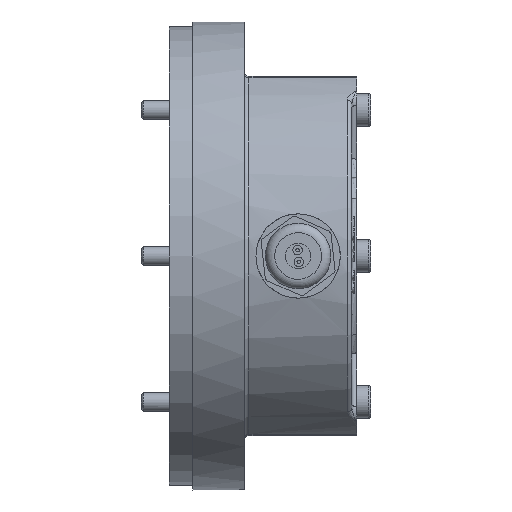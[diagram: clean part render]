
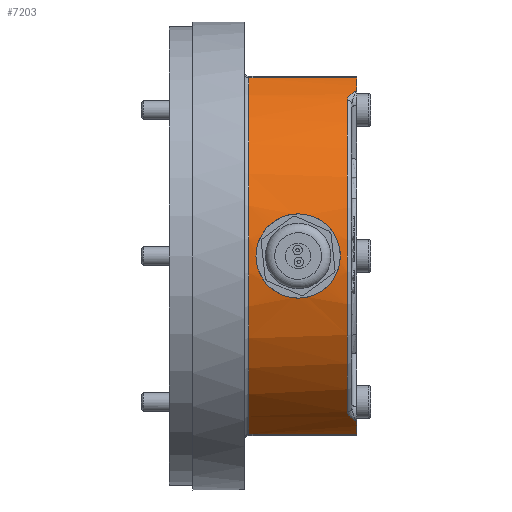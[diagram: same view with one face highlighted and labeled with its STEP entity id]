
A CAD part, front view. The second image highlights one B-rep face of the part: STEP entity #7203.
In plain terms, the highlighted cylindrical face has radius 42.5 mm (diameter 85 mm), a partial arc.
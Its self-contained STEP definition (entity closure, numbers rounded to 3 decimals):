
#213=B_SPLINE_CURVE_WITH_KNOTS('',3,(#11600,#11601,#11602,#11603,#11604,
#11605,#11606,#11607,#11608,#11609,#11610,#11611,#11612,#11613,#11614,#11615,
#11616,#11617),.UNSPECIFIED.,.F.,.F.,(4,2,2,2,2,2,2,2,4),(1.361,
1.701,2.041,2.381,2.721,3.061,
3.401,3.741,4.082),.UNSPECIFIED.);
#214=B_SPLINE_CURVE_WITH_KNOTS('',3,(#11618,#11619,#11620,#11621,#11622,
#11623,#11624,#11625,#11626,#11627,#11628,#11629,#11630,#11631,#11632,#11633,
#11634,#11635,#11636),.UNSPECIFIED.,.F.,.F.,(4,2,2,2,3,2,2,2,4),(4.082,
4.422,4.762,5.102,5.442,5.782,
6.122,6.462,6.803),.UNSPECIFIED.);
#308=B_SPLINE_CURVE_WITH_KNOTS('',3,(#13066,#13067,#13068,#13069,#13070,
#13071,#13072,#13073),.UNSPECIFIED.,.F.,.F.,(4,1,1,2,4),(0.,0.179,
0.238,0.417,0.418),.UNSPECIFIED.);
#309=B_SPLINE_CURVE_WITH_KNOTS('',3,(#13076,#13077,#13078,#13079,#13080,
#13081,#13082,#13083),.UNSPECIFIED.,.F.,.F.,(4,2,1,1,4),(-0.001,
0.,0.179,0.238,0.417),.UNSPECIFIED.);
#686=LINE('',#12863,#1080);
#699=LINE('',#13084,#1093);
#1080=VECTOR('',#9623,23.);
#1093=VECTOR('',#9712,23.);
#1481=FACE_BOUND('',#2557,.T.);
#1924=FACE_OUTER_BOUND('',#2556,.T.);
#2556=EDGE_LOOP('',(#6110,#6111,#6112,#6113,#6114,#6115,#6116,#6117));
#2557=EDGE_LOOP('',(#6118,#6119));
#2839=CIRCLE('',#7689,42.5);
#2843=CIRCLE('',#7693,42.5);
#2920=CIRCLE('',#7870,42.5);
#2947=CIRCLE('',#7923,42.5);
#3322=VERTEX_POINT('',#11412);
#3323=VERTEX_POINT('',#11414);
#3328=VERTEX_POINT('',#11424);
#3329=VERTEX_POINT('',#11426);
#3372=VERTEX_POINT('',#11598);
#3373=VERTEX_POINT('',#11599);
#3560=VERTEX_POINT('',#12826);
#3563=VERTEX_POINT('',#12836);
#3588=VERTEX_POINT('',#13065);
#3589=VERTEX_POINT('',#13074);
#4072=EDGE_CURVE('',#3323,#3322,#2839,.T.);
#4078=EDGE_CURVE('',#3329,#3328,#2843,.T.);
#4124=EDGE_CURVE('',#3372,#3373,#213,.T.);
#4125=EDGE_CURVE('',#3373,#3372,#214,.T.);
#4409=EDGE_CURVE('',#3563,#3560,#2920,.T.);
#4421=EDGE_CURVE('',#3563,#3329,#686,.T.);
#4461=EDGE_CURVE('',#3588,#3328,#308,.T.);
#4462=EDGE_CURVE('',#3589,#3588,#2947,.T.);
#4463=EDGE_CURVE('',#3323,#3589,#309,.T.);
#4464=EDGE_CURVE('',#3322,#3560,#699,.T.);
#6110=ORIENTED_EDGE('',*,*,#4409,.F.);
#6111=ORIENTED_EDGE('',*,*,#4421,.T.);
#6112=ORIENTED_EDGE('',*,*,#4078,.T.);
#6113=ORIENTED_EDGE('',*,*,#4461,.F.);
#6114=ORIENTED_EDGE('',*,*,#4462,.F.);
#6115=ORIENTED_EDGE('',*,*,#4463,.F.);
#6116=ORIENTED_EDGE('',*,*,#4072,.T.);
#6117=ORIENTED_EDGE('',*,*,#4464,.T.);
#6118=ORIENTED_EDGE('',*,*,#4124,.T.);
#6119=ORIENTED_EDGE('',*,*,#4125,.T.);
#6445=CYLINDRICAL_SURFACE('',#7922,42.5);
#7203=ADVANCED_FACE('',(#1924,#1481),#6445,.T.);
#7689=AXIS2_PLACEMENT_3D('',#11415,#9063,#9064);
#7693=AXIS2_PLACEMENT_3D('',#11427,#9073,#9074);
#7870=AXIS2_PLACEMENT_3D('',#12840,#9588,#9589);
#7922=AXIS2_PLACEMENT_3D('',#13064,#9708,#9709);
#7923=AXIS2_PLACEMENT_3D('',#13075,#9710,#9711);
#9063=DIRECTION('center_axis',(-1.,0.,0.));
#9064=DIRECTION('ref_axis',(0.,0.444,-0.896));
#9073=DIRECTION('center_axis',(-1.,0.,0.));
#9074=DIRECTION('ref_axis',(0.,0.554,0.833));
#9588=DIRECTION('center_axis',(-1.,0.,0.));
#9589=DIRECTION('ref_axis',(0.,-1.,0.));
#9623=DIRECTION('',(1.,0.,0.));
#9708=DIRECTION('center_axis',(1.,0.,0.));
#9709=DIRECTION('ref_axis',(0.,1.,0.));
#9710=DIRECTION('center_axis',(1.,0.,0.));
#9711=DIRECTION('ref_axis',(0.,-1.,0.));
#9712=DIRECTION('',(-1.,0.,0.));
#11412=CARTESIAN_POINT('',(16.642,-18.878,38.077));
#11414=CARTESIAN_POINT('',(16.642,-23.537,35.387));
#11415=CARTESIAN_POINT('Origin',(16.642,0.,
0.));
#11424=CARTESIAN_POINT('',(16.642,-23.537,-35.387));
#11426=CARTESIAN_POINT('',(16.642,-18.878,-38.077));
#11427=CARTESIAN_POINT('Origin',(16.642,0.,
0.));
#11598=CARTESIAN_POINT('',(13.142,-42.5,0.));
#11599=CARTESIAN_POINT('',(-4.858,-42.5,0.));
#11600=CARTESIAN_POINT('Ctrl Pts',(13.142,-42.5,0.));
#11601=CARTESIAN_POINT('Ctrl Pts',(13.142,-42.5,-1.134));
#11602=CARTESIAN_POINT('Ctrl Pts',(12.914,-42.45,-2.341));
#11603=CARTESIAN_POINT('Ctrl Pts',(11.995,-42.27,-4.557));
#11604=CARTESIAN_POINT('Ctrl Pts',(11.303,-42.142,-5.567));
#11605=CARTESIAN_POINT('Ctrl Pts',(9.709,-41.9,-7.161));
#11606=CARTESIAN_POINT('Ctrl Pts',(8.699,-41.771,-7.853));
#11607=CARTESIAN_POINT('Ctrl Pts',(6.483,-41.587,-8.773));
#11608=CARTESIAN_POINT('Ctrl Pts',(5.276,-41.536,-9.));
#11609=CARTESIAN_POINT('Ctrl Pts',(3.008,-41.536,-9.));
#11610=CARTESIAN_POINT('Ctrl Pts',(1.801,-41.587,-8.773));
#11611=CARTESIAN_POINT('Ctrl Pts',(-0.415,-41.771,
-7.853));
#11612=CARTESIAN_POINT('Ctrl Pts',(-1.425,-41.9,
-7.161));
#11613=CARTESIAN_POINT('Ctrl Pts',(-3.019,-42.142,
-5.567));
#11614=CARTESIAN_POINT('Ctrl Pts',(-3.711,-42.27,
-4.557));
#11615=CARTESIAN_POINT('Ctrl Pts',(-4.631,-42.45,
-2.341));
#11616=CARTESIAN_POINT('Ctrl Pts',(-4.858,-42.5,-1.134));
#11617=CARTESIAN_POINT('Ctrl Pts',(-4.858,-42.5,0.));
#11618=CARTESIAN_POINT('Ctrl Pts',(-4.858,-42.5,0.));
#11619=CARTESIAN_POINT('Ctrl Pts',(-4.858,-42.5,1.134));
#11620=CARTESIAN_POINT('Ctrl Pts',(-4.631,-42.45,
2.341));
#11621=CARTESIAN_POINT('Ctrl Pts',(-3.711,-42.27,
4.557));
#11622=CARTESIAN_POINT('Ctrl Pts',(-3.019,-42.142,
5.567));
#11623=CARTESIAN_POINT('Ctrl Pts',(-1.425,-41.9,
7.161));
#11624=CARTESIAN_POINT('Ctrl Pts',(-0.415,-41.771,
7.853));
#11625=CARTESIAN_POINT('Ctrl Pts',(1.801,-41.587,8.773));
#11626=CARTESIAN_POINT('Ctrl Pts',(3.008,-41.536,9.));
#11627=CARTESIAN_POINT('Ctrl Pts',(4.142,-41.536,9.));
#11628=CARTESIAN_POINT('Ctrl Pts',(5.276,-41.536,9.));
#11629=CARTESIAN_POINT('Ctrl Pts',(6.483,-41.587,8.773));
#11630=CARTESIAN_POINT('Ctrl Pts',(8.699,-41.771,7.853));
#11631=CARTESIAN_POINT('Ctrl Pts',(9.709,-41.9,7.161));
#11632=CARTESIAN_POINT('Ctrl Pts',(11.303,-42.142,5.567));
#11633=CARTESIAN_POINT('Ctrl Pts',(11.995,-42.27,4.557));
#11634=CARTESIAN_POINT('Ctrl Pts',(12.914,-42.45,2.341));
#11635=CARTESIAN_POINT('Ctrl Pts',(13.142,-42.5,1.134));
#11636=CARTESIAN_POINT('Ctrl Pts',(13.142,-42.5,0.));
#12826=CARTESIAN_POINT('',(-6.358,-18.878,38.077));
#12836=CARTESIAN_POINT('',(-6.358,-18.878,-38.077));
#12840=CARTESIAN_POINT('Origin',(-6.358,0.,0.));
#12863=CARTESIAN_POINT('',(16.642,-18.878,-38.077));
#13064=CARTESIAN_POINT('Origin',(4.142,0.,0.));
#13065=CARTESIAN_POINT('',(14.642,-26.476,-33.246));
#13066=CARTESIAN_POINT('Ctrl Pts',(14.642,-26.476,-33.246));
#13067=CARTESIAN_POINT('Ctrl Pts',(14.642,-25.999,-33.626));
#13068=CARTESIAN_POINT('Ctrl Pts',(14.9,-25.36,-34.111));
#13069=CARTESIAN_POINT('Ctrl Pts',(15.665,-24.39,-34.81));
#13070=CARTESIAN_POINT('Ctrl Pts',(16.221,-23.904,-35.143));
#13071=CARTESIAN_POINT('Ctrl Pts',(16.639,-23.54,-35.386));
#13072=CARTESIAN_POINT('Ctrl Pts',(16.64,-23.538,-35.386));
#13073=CARTESIAN_POINT('Ctrl Pts',(16.642,-23.537,-35.387));
#13074=CARTESIAN_POINT('',(14.642,-26.476,33.246));
#13075=CARTESIAN_POINT('Origin',(14.642,0.,0.));
#13076=CARTESIAN_POINT('Ctrl Pts',(16.642,-23.537,35.387));
#13077=CARTESIAN_POINT('Ctrl Pts',(16.64,-23.538,35.386));
#13078=CARTESIAN_POINT('Ctrl Pts',(16.639,-23.54,35.386));
#13079=CARTESIAN_POINT('Ctrl Pts',(16.221,-23.904,35.143));
#13080=CARTESIAN_POINT('Ctrl Pts',(15.665,-24.39,34.81));
#13081=CARTESIAN_POINT('Ctrl Pts',(14.9,-25.359,34.111));
#13082=CARTESIAN_POINT('Ctrl Pts',(14.642,-25.999,33.626));
#13083=CARTESIAN_POINT('Ctrl Pts',(14.642,-26.476,33.246));
#13084=CARTESIAN_POINT('',(16.642,-18.878,38.077));
